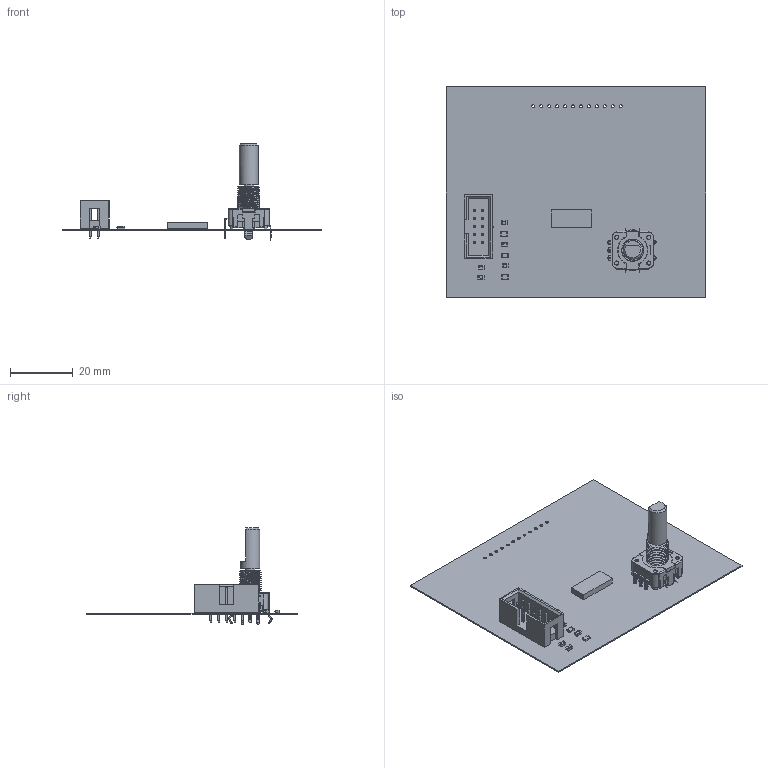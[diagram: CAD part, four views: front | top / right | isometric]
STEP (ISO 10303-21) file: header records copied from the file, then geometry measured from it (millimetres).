
FILE_DESCRIPTION(('Open CASCADE Model'),'2;1');
FILE_NAME('Open CASCADE Shape Model','2023-05-16T23:09:32',('Author'),( 'Open CASCADE'),'Open CASCADE STEP processor 7.5','Open CASCADE 7.5' ,'Unknown');
FILE_SCHEMA(('AUTOMOTIVE_DESIGN { 1 0 10303 214 1 1 1 1 }'));
Length unit declared in the file: millimetre
Products named in the file (37): PCB; Board; Open CASCADE STEP translator 7.5 2.1.1; TM1637; 6088646768; Extruded; R3; 6082342272; 6082341952; R2; R1; K1.1; 61201021621; 6120xx21621_PIN; ENC1; Switch_Bourns_PEC11R-4220F-S0012_eec; 1; 2; 3; 4; 5; 6; 7; 8; Bourns; C5; Cap_KEMET_C0805C472J3HAC_eec; C4; C3; C2; C1
Assembly tree (64 placements, depth 5):
  PCB
    Board
      Open CASCADE STEP translator 7.5 2.1.1
    TM1637
      6088646768
        Extruded
    R3
      6082342272
        Extruded
      6082341952  x2
        Extruded
    R2
      6082342272
        Extruded
      6082341952  x2
        Extruded
    R1
      6082342272
        Extruded
      6082341952  x2
        Extruded
    K1.1
      61201021621
        6120xx21621_PIN  x10
        61201021621
    ENC1
      Switch_Bourns_PEC11R-4220F-S0012_eec
        1
          1
          2
          3
          4
          5
          6
          7
          8
          Bourns
    C5
      Cap_KEMET_C0805C472J3HAC_eec
      Cap_KEMET_C0805C472J3HAC_eec
      Cap_KEMET_C0805C472J3HAC_eec
    C4
      Cap_KEMET_C0805C472J3HAC_eec
      Cap_KEMET_C0805C472J3HAC_eec
      Cap_KEMET_C0805C472J3HAC_eec
    C3
      Cap_KEMET_C0805C472J3HAC_eec
      Cap_KEMET_C0805C472J3HAC_eec
      Cap_KEMET_C0805C472J3HAC_eec
    C2
      Cap_KEMET_C0805C472J3HAC_eec
      Cap_KEMET_C0805C472J3HAC_eec
      Cap_KEMET_C0805C472J3HAC_eec
    C1
      Cap_KEMET_C0805C472J3HAC_eec
      Cap_KEMET_C0805C472J3HAC_eec
      Cap_KEMET_C0805C472J3HAC_eec
Bounding box: 82.68 x 67.18 x 30.9 mm (x, y, z)
Volume: 4606.9 mm3; surface area: 15406.2 mm2
Topology: 72 solids, 73 shells, 2254 faces, 9201 edges, 10466 vertices
Faces by surface type: plane 824, bspline 738, cylinder 488, sphere 146, torus 54, cone 4
Full cylindrical faces by diameter (mm): 0.85 x6, 0.95 x12, 1 x5, 1.1 x10, 1.2 x2, 1.3 x4, 1.5 x2, 3.251 x1, 3.5 x2, 3.6 x3, 4.5 x1, 6 x2, 7 x10
Entity records: 52255 total; most frequent: CARTESIAN_POINT 16465, ORIENTED_EDGE 6918, DIRECTION 6071, EDGE_CURVE 3459, VERTEX_POINT 2182, AXIS2_PLACEMENT_3D 2051, LINE 1969, VECTOR 1969
